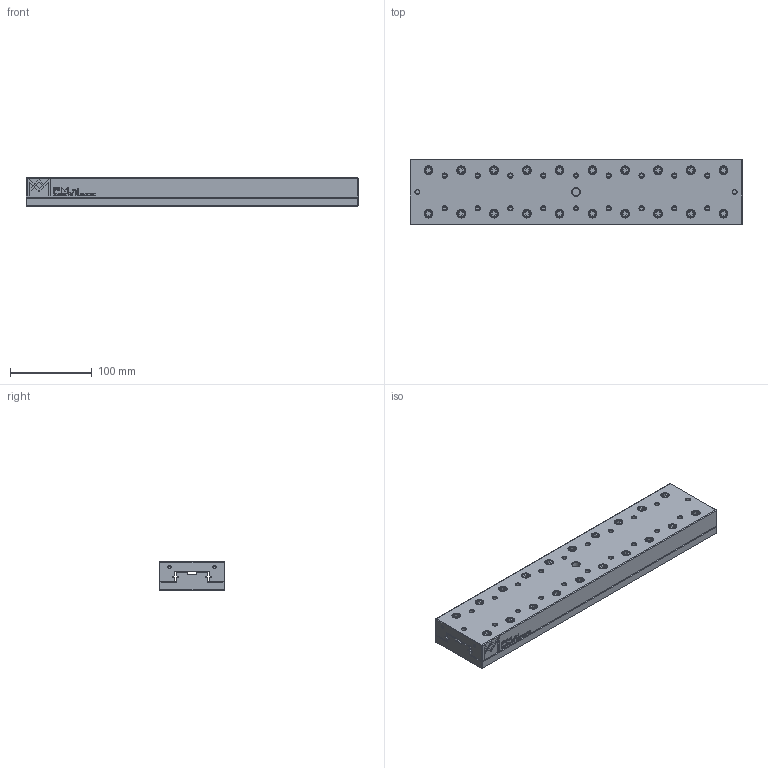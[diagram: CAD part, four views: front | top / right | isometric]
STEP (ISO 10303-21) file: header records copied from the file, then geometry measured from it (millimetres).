
FILE_DESCRIPTION(/* description */ (''),/* implementation_level */ '2;1');
FILE_NAME(/* name */ 'RT-4400_stp.stp',/* time_stamp */ '2024-10-04T13:32:44+02:00',/* author */ (''),/* organization */ (''),/* preprocessor_version */ 'ST-DEVELOPER v16.7',/* originating_system */ 'SIEMENS PLM Software NX 12.0',/* authorisation */ '');
FILE_SCHEMA (('AUTOMOTIVE_DESIGN { 1 0 10303 214 3 1 1 1 }'));
Length unit declared in the file: millimetre
Products named in the file (1): RT-4400_stp
Bounding box: 405 x 80 x 35 mm (x, y, z)
Volume: 1062851.8 mm3; surface area: 208461.6 mm2
Topology: 2 solids, 2 shells, 1470 faces, 3561 edges, 2293 vertices
Faces by surface type: plane 1000, bspline 180, cone 151, cylinder 139
Full cylindrical faces by diameter (mm): 3 x4, 5 x30, 5.5 x10, 8.5 x40, 9.5 x1, 10 x48
Entity records: 45681 total; most frequent: CARTESIAN_POINT 9449, ORIENTED_EDGE 6478, DIRECTION 5904, EDGE_CURVE 3239, LINE 2436, VECTOR 2436, VERTEX_POINT 2255, EDGE_LOOP 2006
